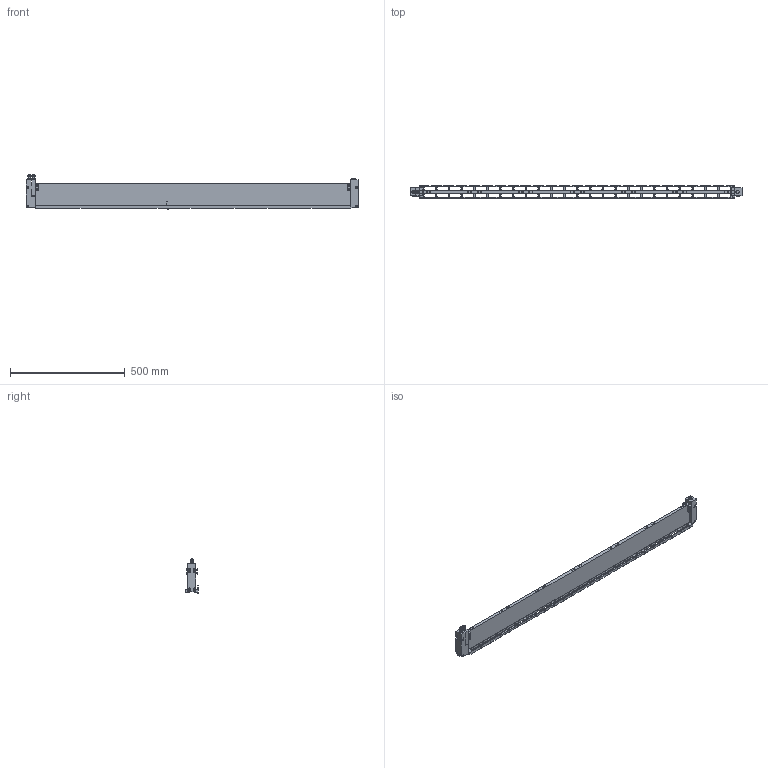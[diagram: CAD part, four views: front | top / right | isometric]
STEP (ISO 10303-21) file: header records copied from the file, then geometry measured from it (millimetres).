
FILE_DESCRIPTION(/* description */ (''),/* implementation_level */ '2;1');
FILE_NAME(/* name */ '171117_FSTP_000_for_stp_bar.stp',/* time_stamp */ '2017-11-17T14:16:51+01:00',/* author */ (''),/* organization */ (''),/* preprocessor_version */ 'ST-DEVELOPER v16',/* originating_system */ 'SIEMENS PLM Software NX 10.0',/* authorisation */ '');
FILE_SCHEMA (('AP203_CONFIGURATION_CONTROLLED_3D_DESIGN_OF_MECHANICAL_PARTS_AND_ASSEMBLIES_MIM_LF { 1 0 10303 403 2 1 2}'));
Length unit declared in the file: millimetre
Products named in the file (1): zago2C30B50Akb4o
Bounding box: 1449 x 55.1 x 150.75 mm (x, y, z)
Volume: 2627201.8 mm3; surface area: 670822.9 mm2
Topology: 63 solids, 63 shells, 2269 faces, 5959 edges, 3896 vertices
Faces by surface type: plane 1273, cylinder 629, cone 319, torus 48
Full cylindrical faces by diameter (mm): 1.886 x2, 2.2 x96, 3 x26, 3.8 x2, 4.2 x28, 4.826 x24, 5 x42, 5.5 x24, 5.795 x16, 6 x4, 6.2 x8, 7 x8, 7.2 x2, 8.3 x2, 8.5 x24, 8.7 x2, 9 x4, 10 x40, 10.2 x2, 10.6 x4, 11 x5, 11.8 x3, 12 x2, 12.3 x3, 13.8 x2, 15.4 x4, 24 x1
Entity records: 65694 total; most frequent: CARTESIAN_POINT 11440, DIRECTION 11106, ORIENTED_EDGE 10098, EDGE_CURVE 5049, AXIS2_PLACEMENT_3D 3910, VERTEX_POINT 3660, EDGE_LOOP 3354, LINE 3286
